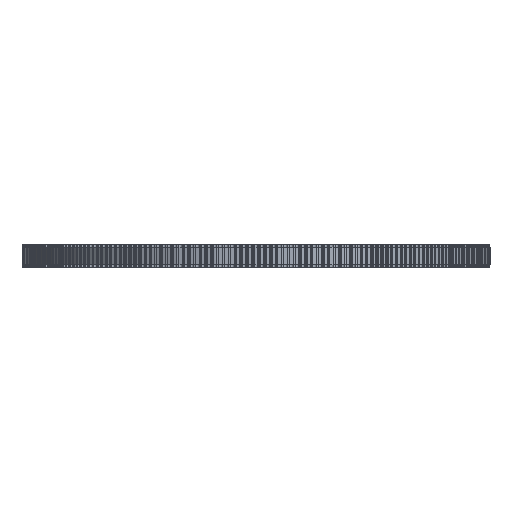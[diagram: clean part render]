
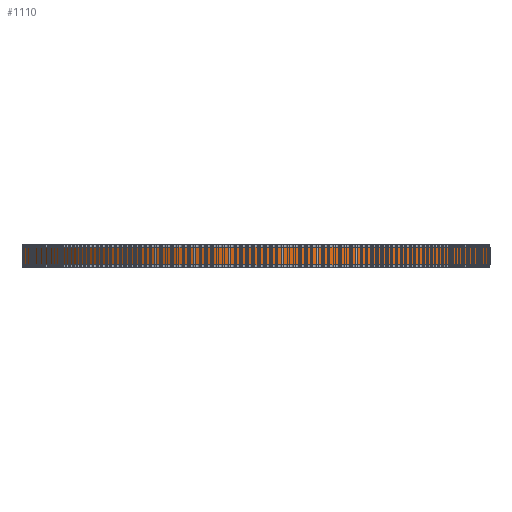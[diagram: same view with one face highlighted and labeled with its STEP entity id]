
A CAD part, front view. The second image highlights one B-rep face of the part: STEP entity #1110.
In plain terms, the highlighted cylindrical face has radius 78.623 mm (diameter 157.245 mm), a full revolution.
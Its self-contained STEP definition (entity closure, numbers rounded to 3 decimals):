
#97=FACE_BOUND('',#4080,.T.);
#98=FACE_BOUND('',#4081,.T.);
#1110=ADVANCED_FACE('',(#97,#98),#2099,.T.);
#2099=CYLINDRICAL_SURFACE('',#21879,78.623);
#4080=EDGE_LOOP('',(#11986));
#4081=EDGE_LOOP('',(#11987));
#11986=ORIENTED_EDGE('',*,*,#16930,.T.);
#11987=ORIENTED_EDGE('',*,*,#16931,.T.);
#13964=VERTEX_POINT('',#34740);
#13965=VERTEX_POINT('',#34742);
#16930=EDGE_CURVE('',#13964,#13964,#18908,.T.);
#16931=EDGE_CURVE('',#13965,#13965,#18909,.T.);
#18908=CIRCLE('',#21877,78.623);
#18909=CIRCLE('',#21878,78.623);
#21877=AXIS2_PLACEMENT_3D('',#34739,#28802,#28803);
#21878=AXIS2_PLACEMENT_3D('',#34741,#28804,#28805);
#21879=AXIS2_PLACEMENT_3D('',#34743,#28806,#28807);
#28802=DIRECTION('',(0.,0.,1.));
#28803=DIRECTION('',(1.,0.,0.));
#28804=DIRECTION('',(0.,0.,-1.));
#28805=DIRECTION('',(1.,0.,0.));
#28806=DIRECTION('',(0.,0.,1.));
#28807=DIRECTION('',(1.,0.,0.));
#34739=CARTESIAN_POINT('',(0.,0.,1.));
#34740=CARTESIAN_POINT('',(78.623,0.,1.));
#34741=CARTESIAN_POINT('',(0.,0.,7.));
#34742=CARTESIAN_POINT('',(78.623,0.,7.));
#34743=CARTESIAN_POINT('',(0.,0.,1.));
